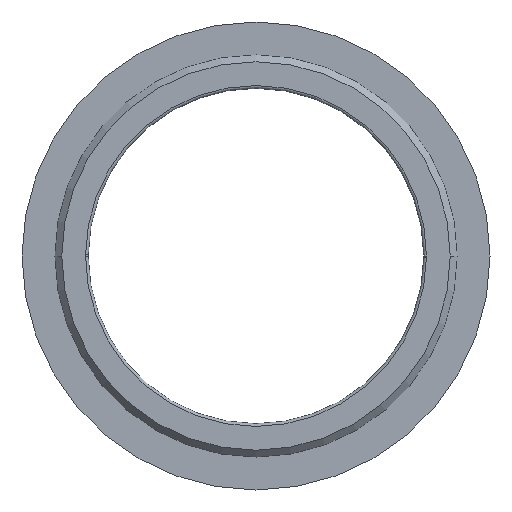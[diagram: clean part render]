
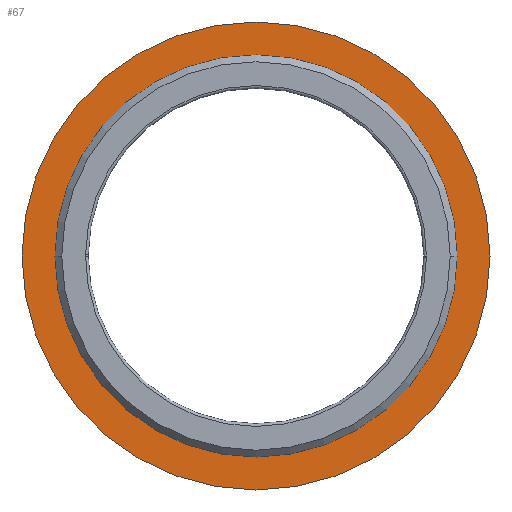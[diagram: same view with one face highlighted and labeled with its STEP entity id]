
A CAD part, front view. The second image highlights one B-rep face of the part: STEP entity #67.
In plain terms, the highlighted planar face has unit normal (0, -1, 0).
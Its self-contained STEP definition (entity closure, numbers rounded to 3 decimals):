
#67=ADVANCED_FACE('',(#96,#97),#98,.F.);
#96=FACE_OUTER_BOUND('',#152,.T.);
#97=FACE_BOUND('',#153,.T.);
#98=PLANE('',#154);
#152=EDGE_LOOP('',(#218,#219));
#153=EDGE_LOOP('',(#220,#221));
#154=AXIS2_PLACEMENT_3D('',#222,#223,#224);
#218=ORIENTED_EDGE('',*,*,#390,.F.);
#219=ORIENTED_EDGE('',*,*,#395,.T.);
#220=ORIENTED_EDGE('',*,*,#396,.F.);
#221=ORIENTED_EDGE('',*,*,#397,.T.);
#222=CARTESIAN_POINT('',(0.0,-0.775,0.0));
#223=DIRECTION('',(0.0,1.0,0.0));
#224=DIRECTION('',(1.0,0.0,-0.0));
#390=EDGE_CURVE('',#444,#445,#446,.T.);
#395=EDGE_CURVE('',#444,#445,#453,.T.);
#396=EDGE_CURVE('',#454,#455,#456,.T.);
#397=EDGE_CURVE('',#454,#455,#457,.T.);
#444=VERTEX_POINT('',#530);
#445=VERTEX_POINT('',#531);
#446=CIRCLE('',#532,12.975);
#453=CIRCLE('',#541,12.975);
#454=VERTEX_POINT('',#542);
#455=VERTEX_POINT('',#543);
#456=CIRCLE('',#544,11.15);
#457=CIRCLE('',#545,11.15);
#530=CARTESIAN_POINT('',(-12.975,-0.775,0.0));
#531=CARTESIAN_POINT('',(12.975,-0.775,0.0));
#532=AXIS2_PLACEMENT_3D('',#630,#631,#632);
#541=AXIS2_PLACEMENT_3D('',#641,#642,#643);
#542=CARTESIAN_POINT('',(-11.15,-0.775,0.0));
#543=CARTESIAN_POINT('',(11.15,-0.775,0.0));
#544=AXIS2_PLACEMENT_3D('',#644,#645,#646);
#545=AXIS2_PLACEMENT_3D('',#647,#648,#649);
#630=CARTESIAN_POINT('',(0.0,-0.775,0.0));
#631=DIRECTION('',(0.0,1.0,0.0));
#632=DIRECTION('',(-1.0,0.0,0.0));
#641=CARTESIAN_POINT('',(0.0,-0.775,0.0));
#642=DIRECTION('',(0.0,-1.0,0.0));
#643=DIRECTION('',(-1.0,0.0,0.0));
#644=CARTESIAN_POINT('',(0.0,-0.775,0.0));
#645=DIRECTION('',(0.0,-1.0,0.0));
#646=DIRECTION('',(-1.0,0.0,0.0));
#647=CARTESIAN_POINT('',(0.0,-0.775,0.0));
#648=DIRECTION('',(0.0,1.0,0.0));
#649=DIRECTION('',(-1.0,0.0,0.0));
